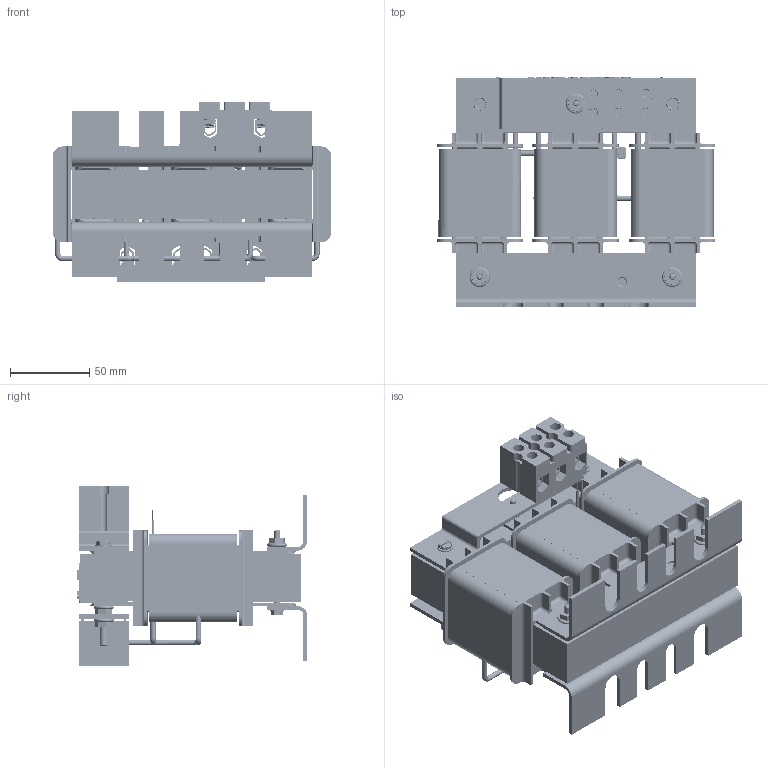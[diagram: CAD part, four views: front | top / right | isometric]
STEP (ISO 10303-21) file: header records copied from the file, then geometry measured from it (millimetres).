
FILE_DESCRIPTION(/* description */ (''),/* implementation_level */ '2;1');
FILE_NAME(/* name */ 'KTRMG8C.stp',/* time_stamp */ '2020-07-30T09:31:10-05:00',/* author */ ('jnelson'),/* organization */ (''),/* preprocessor_version */ 'ST-DEVELOPER v17',/* originating_system */ 'Autodesk Inventor 2019',/* authorisation */ '');
FILE_SCHEMA (('AUTOMOTIVE_DESIGN { 1 0 10303 214 3 1 1 }'));
Products named in the file (27): KTRMG8A; cframe e; 24144; cframe ee; .120 gap; cframe i; 24260; 25870; 2555; 11997; 26474-Better; 14079; 11923 INVENTOR 13; 11923; 10290; KTR15A64G  A1; KTR15A64G  A1-1; KTR15A64G E FRAME STRAIGHT; KTR15A64G  B1-1; 28453; 28453_1; 11923insert-hex head; 11923-1; 11923-HEX SCREW; 29476-SHORT LEADS; 31664; 30097- LARGE  BLANK  (REACTOR)
Assembly tree (58 placements, depth 4):
  KTRMG8A
    cframe e
    24144  x3
    cframe ee
    .120 gap
    cframe i
    24260  x2
    25870
    2555  x7
    14079  x2
    11997
    26474-Better  x2
    11923 INVENTOR 13
      11923
      11923insert-hex head  x6
        11923-1
        11923-HEX SCREW
      10290  x2
    KTR15A64G  A1  x2
    KTR15A64G  A1-1  x2
    KTR15A64G  B1-1  x8
    KTR15A64G E FRAME STRAIGHT  x3
    28453
      28453_1
      11923insert-hex head  x3
        11923-1
        11923-HEX SCREW
    29476-SHORT LEADS
    31664
    30097- LARGE  BLANK  (REACTOR)
Bounding box: 176.34 x 145.8 x 114.29 mm (x, y, z)
Volume: 1035520.1 mm3; surface area: 398988 mm2
Topology: 73 solids, 85 shells, 3824 faces, 9913 edges, 6136 vertices
Faces by surface type: plane 1615, cylinder 1422, bspline 280, sphere 193, torus 181, cone 133
Full cylindrical faces by diameter (mm): 0.762 x2, 1.524 x2, 3.15 x4, 3.302 x2, 3.378 x3, 3.383 x24, 3.683 x7, 3.759 x3, 3.802 x126, 4.064 x1, 4.166 x2, 4.434 x2, 4.496 x9, 4.724 x7, 4.826 x136, 5.08 x2, 5.131 x6, 5.172 x90, 6.35 x90, 6.604 x18, 7.01 x22, 7.874 x4, 8.544 x3, 10.516 x2, 12.7 x7, 19.05 x1
Entity records: 66088 total; most frequent: CARTESIAN_POINT 23263, ORIENTED_EDGE 9024, DIRECTION 8066, EDGE_CURVE 4512, VERTEX_POINT 2916, LINE 2814, VECTOR 2814, AXIS2_PLACEMENT_3D 2626
